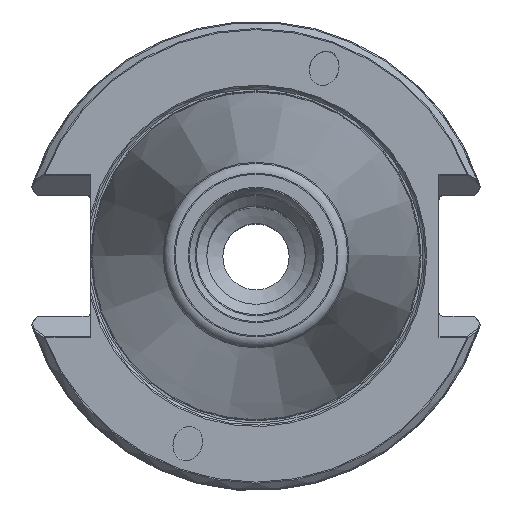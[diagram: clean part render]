
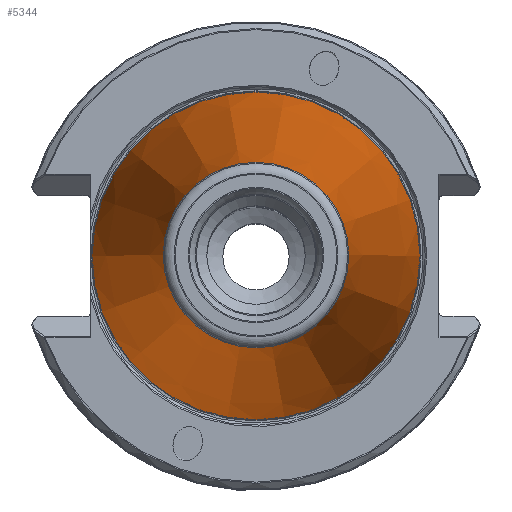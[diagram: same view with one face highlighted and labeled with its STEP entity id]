
A CAD part, top view. The second image highlights one B-rep face of the part: STEP entity #5344.
In plain terms, the highlighted conical face has half-angle 8.297 degrees and reference radius 12.415 mm.
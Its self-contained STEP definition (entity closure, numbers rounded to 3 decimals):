
#1154=ORIENTED_EDGE('',*,*,#1870,.T.);
#1155=ORIENTED_EDGE('',*,*,#1871,.T.);
#1870=EDGE_CURVE('',#2302,#2302,#2592,.F.);
#1871=EDGE_CURVE('',#2303,#2303,#2593,.T.);
#2302=VERTEX_POINT('',#7743);
#2303=VERTEX_POINT('',#7746);
#2592=CIRCLE('',#5733,12.602);
#2593=CIRCLE('',#5735,22.302);
#2905=EDGE_LOOP('',(#1154));
#2906=EDGE_LOOP('',(#1155));
#3284=FACE_BOUND('',#2905,.T.);
#3285=FACE_BOUND('',#2906,.T.);
#3462=CONICAL_SURFACE('',#5734,12.415,0.145);
#5344=ADVANCED_FACE('',(#3284,#3285),#3462,.T.);
#5733=AXIS2_PLACEMENT_3D('',#7742,#6558,#6559);
#5734=AXIS2_PLACEMENT_3D('',#7744,#6560,#6561);
#5735=AXIS2_PLACEMENT_3D('',#7745,#6562,#6563);
#6558=DIRECTION('',(0.,0.,1.));
#6559=DIRECTION('',(1.,0.,0.));
#6560=DIRECTION('',(0.,0.,-1.));
#6561=DIRECTION('',(-1.,0.,0.));
#6562=DIRECTION('',(0.,0.,1.));
#6563=DIRECTION('',(1.,0.,0.));
#7742=CARTESIAN_POINT('',(0.,0.,67.166));
#7743=CARTESIAN_POINT('',(12.602,0.,67.166));
#7744=CARTESIAN_POINT('',(0.,0.,68.45));
#7745=CARTESIAN_POINT('',(0.,0.,0.65));
#7746=CARTESIAN_POINT('',(22.302,0.,0.65));
